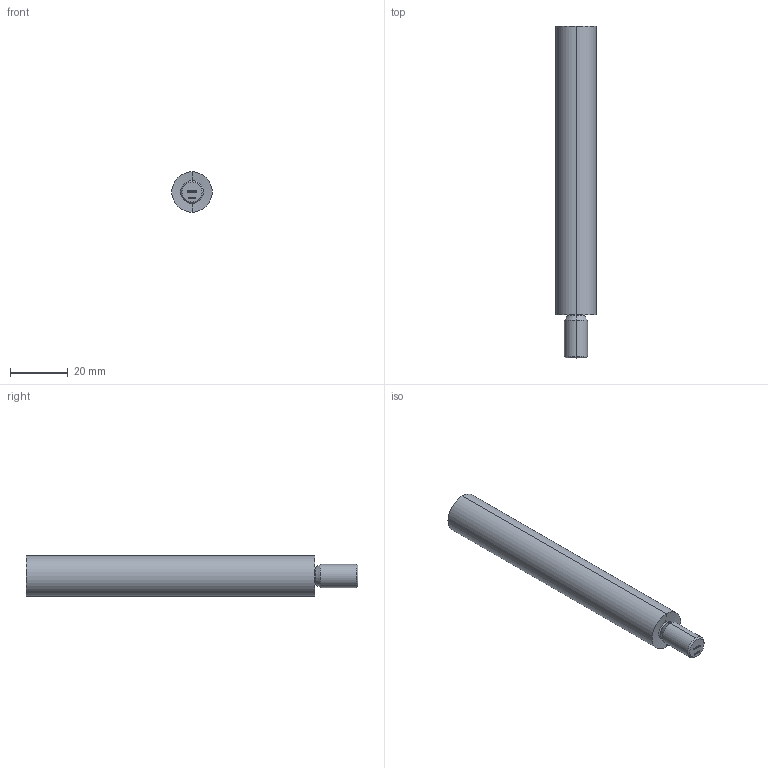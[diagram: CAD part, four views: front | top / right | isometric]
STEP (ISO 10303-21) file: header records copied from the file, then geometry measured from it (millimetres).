
FILE_DESCRIPTION (( 'STEP AP203' ), '1' );
FILE_NAME ('50237-ST.step', '2018-08-06T08:22:38', ( '' ), ( '' ), 'SwSTEP 2.0', 'SolidWorks 2015', '' );
FILE_SCHEMA (( 'CONFIG_CONTROL_DESIGN' ));
Length unit declared in the file: millimetre
Products named in the file (1): 50237-ST
Bounding box: 14 x 115 x 14 mm (x, y, z)
Volume: 16100 mm3; surface area: 5104.1 mm2
Topology: 1 solids, 1 shells, 225 faces, 597 edges, 394 vertices
Faces by surface type: plane 111, bspline 100, cone 6, torus 4, cylinder 4
Entity records: 12104 total; most frequent: CARTESIAN_POINT 7109, ORIENTED_EDGE 1194, DIRECTION 669, EDGE_CURVE 597, VERTEX_POINT 394, LINE 377, VECTOR 377, EDGE_LOOP 245
